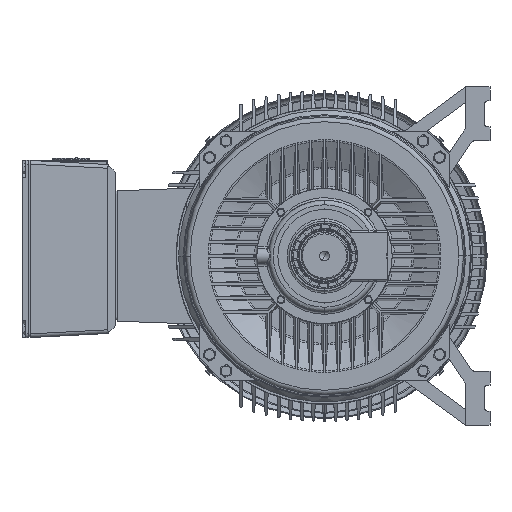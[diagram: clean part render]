
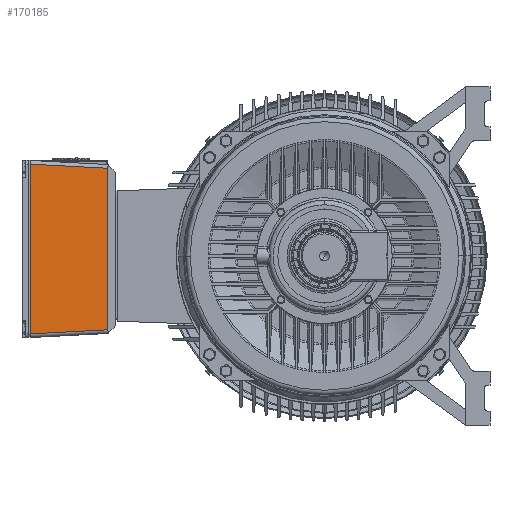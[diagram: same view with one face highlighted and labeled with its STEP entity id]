
A CAD part, left-side view. The second image highlights one B-rep face of the part: STEP entity #170185.
In plain terms, the highlighted face is planar.
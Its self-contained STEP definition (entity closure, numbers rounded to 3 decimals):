
#94402 = CARTESIAN_POINT ( 'NONE',  ( -182.011, 182., 165. ) ) ;
#94612 = DIRECTION ( 'NONE',  ( 0.052, -0.997, -0.052 ) ) ;
#94613 = VECTOR ( 'NONE', #94612, 1000. ) ;
#94614 = CARTESIAN_POINT ( 'NONE',  ( -182.033, 182.416, 165.022 ) ) ;
#94615 = LINE ( 'NONE', #94614, #94613 ) ;
#94619 = DIRECTION ( 'NONE',  ( 1., 0., 0. ) ) ;
#94620 = VECTOR ( 'NONE', #94619, 1000. ) ;
#94621 = CARTESIAN_POINT ( 'NONE',  ( -190., 182., 165. ) ) ;
#94622 = LINE ( 'NONE', #94621, #94620 ) ;
#94627 = DIRECTION ( 'NONE',  ( 1., 0., 0. ) ) ;
#94628 = VECTOR ( 'NONE', #94627, 1000. ) ;
#94629 = CARTESIAN_POINT ( 'NONE',  ( 190.001, 16.317, 156.317 ) ) ;
#94631 = LINE ( 'NONE', #94629, #94628 ) ;
#94728 = CARTESIAN_POINT ( 'NONE',  ( -173.328, 16.317, 156.317 ) ) ;
#94730 = DIRECTION ( 'NONE',  ( 0., -0.999, -0.052 ) ) ;
#94731 = DIRECTION ( 'NONE',  ( 0., -0.052, 0.999 ) ) ;
#94732 = CARTESIAN_POINT ( 'NONE',  ( -190., 182., 165. ) ) ;
#94740 = AXIS2_PLACEMENT_3D ( 'NONE', #94732, #94731, #94730 ) ;
#94742 = FACE_OUTER_BOUND ( 'NONE', #170190, .T. ) ;
#94751 = PLANE ( 'NONE',  #94740 ) ;
#94877 = CARTESIAN_POINT ( 'NONE',  ( 182.011, 182., 165. ) ) ;
#94878 = DIRECTION ( 'NONE',  ( 0.052, 0.997, 0.052 ) ) ;
#94879 = VECTOR ( 'NONE', #94878, 1000. ) ;
#94880 = CARTESIAN_POINT ( 'NONE',  ( 182.033, 182.416, 165.022 ) ) ;
#94881 = LINE ( 'NONE', #94880, #94879 ) ;
#94884 = CARTESIAN_POINT ( 'NONE',  ( 173.328, 16.317, 156.317 ) ) ;
#170077 = ORIENTED_EDGE ( 'NONE', *, *, #170123, .F. ) ;
#170079 = VERTEX_POINT ( 'NONE', #94402 ) ;
#170123 = EDGE_CURVE ( 'NONE', #170079, #170227, #94622, .T. ) ;
#170126 = ORIENTED_EDGE ( 'NONE', *, *, #170127, .T. ) ;
#170127 = EDGE_CURVE ( 'NONE', #170079, #170188, #94615, .T. ) ;
#170177 = EDGE_CURVE ( 'NONE', #170188, #170223, #94631, .T. ) ;
#170185 = ADVANCED_FACE ( 'NONE', ( #94742 ), #94751, .T. ) ;
#170187 = ORIENTED_EDGE ( 'NONE', *, *, #170177, .T. ) ;
#170188 = VERTEX_POINT ( 'NONE', #94728 ) ;
#170190 = EDGE_LOOP ( 'NONE', ( #170187, #170225, #170077, #170126 ) ) ;
#170223 = VERTEX_POINT ( 'NONE', #94884 ) ;
#170225 = ORIENTED_EDGE ( 'NONE', *, *, #170226, .T. ) ;
#170226 = EDGE_CURVE ( 'NONE', #170223, #170227, #94881, .T. ) ;
#170227 = VERTEX_POINT ( 'NONE', #94877 ) ;
